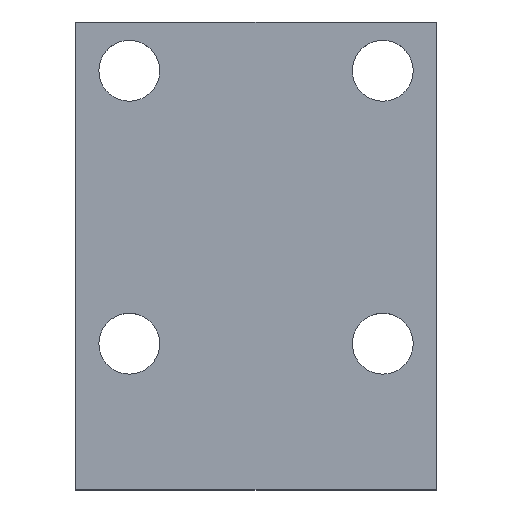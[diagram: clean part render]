
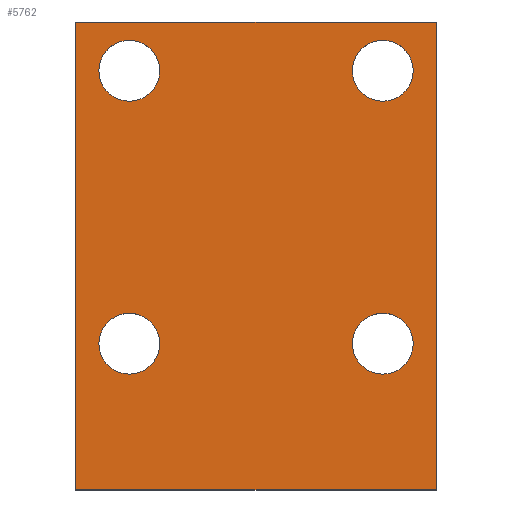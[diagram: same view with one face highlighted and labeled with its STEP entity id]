
A CAD part, top view. The second image highlights one B-rep face of the part: STEP entity #5762.
In plain terms, the highlighted planar face has unit normal (0, 0, 1).
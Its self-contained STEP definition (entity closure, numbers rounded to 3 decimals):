
#38=CIRCLE('',#6016,9.919);
#41=CIRCLE('',#6020,9.919);
#44=CIRCLE('',#6024,9.919);
#47=CIRCLE('',#6028,9.919);
#80=FACE_BOUND('',#899,.T.);
#81=FACE_BOUND('',#900,.T.);
#82=FACE_BOUND('',#901,.T.);
#83=FACE_BOUND('',#902,.T.);
#305=PLANE('',#6033);
#590=FACE_OUTER_BOUND('',#898,.T.);
#898=EDGE_LOOP('',(#5130,#5131,#5132,#5133));
#899=EDGE_LOOP('',(#5134));
#900=EDGE_LOOP('',(#5135));
#901=EDGE_LOOP('',(#5136));
#902=EDGE_LOOP('',(#5137));
#1144=LINE('',#8537,#1773);
#1536=LINE('',#9542,#2165);
#1539=LINE('',#9546,#2168);
#1541=LINE('',#9550,#2170);
#1773=VECTOR('',#6402,10.);
#2165=VECTOR('',#7164,10.);
#2168=VECTOR('',#7169,10.);
#2170=VECTOR('',#7175,10.);
#2515=VERTEX_POINT('',#8534);
#2516=VERTEX_POINT('',#8536);
#2803=VERTEX_POINT('',#9508);
#2806=VERTEX_POINT('',#9516);
#2809=VERTEX_POINT('',#9524);
#2812=VERTEX_POINT('',#9532);
#2815=VERTEX_POINT('',#9539);
#2816=VERTEX_POINT('',#9541);
#3152=EDGE_CURVE('',#2516,#2515,#1144,.T.);
#3577=EDGE_CURVE('',#2803,#2803,#38,.T.);
#3581=EDGE_CURVE('',#2806,#2806,#41,.T.);
#3585=EDGE_CURVE('',#2809,#2809,#44,.T.);
#3589=EDGE_CURVE('',#2812,#2812,#47,.T.);
#3592=EDGE_CURVE('',#2816,#2815,#1536,.T.);
#3595=EDGE_CURVE('',#2515,#2816,#1539,.T.);
#3597=EDGE_CURVE('',#2815,#2516,#1541,.T.);
#5130=ORIENTED_EDGE('',*,*,#3597,.T.);
#5131=ORIENTED_EDGE('',*,*,#3152,.T.);
#5132=ORIENTED_EDGE('',*,*,#3595,.T.);
#5133=ORIENTED_EDGE('',*,*,#3592,.T.);
#5134=ORIENTED_EDGE('',*,*,#3577,.T.);
#5135=ORIENTED_EDGE('',*,*,#3581,.T.);
#5136=ORIENTED_EDGE('',*,*,#3585,.T.);
#5137=ORIENTED_EDGE('',*,*,#3589,.T.);
#5762=ADVANCED_FACE('',(#590,#80,#81,#82,#83),#305,.T.);
#6016=AXIS2_PLACEMENT_3D('',#9510,#7131,#7132);
#6020=AXIS2_PLACEMENT_3D('',#9518,#7140,#7141);
#6024=AXIS2_PLACEMENT_3D('',#9526,#7149,#7150);
#6028=AXIS2_PLACEMENT_3D('',#9534,#7158,#7159);
#6033=AXIS2_PLACEMENT_3D('',#9551,#7176,#7177);
#6402=DIRECTION('',(0.,1.,0.));
#7131=DIRECTION('center_axis',(0.,0.,-1.));
#7132=DIRECTION('ref_axis',(1.,0.,0.));
#7140=DIRECTION('center_axis',(0.,0.,-1.));
#7141=DIRECTION('ref_axis',(1.,0.,0.));
#7149=DIRECTION('center_axis',(0.,0.,-1.));
#7150=DIRECTION('ref_axis',(1.,0.,0.));
#7158=DIRECTION('center_axis',(0.,0.,-1.));
#7159=DIRECTION('ref_axis',(1.,0.,0.));
#7164=DIRECTION('',(0.,-1.,0.));
#7169=DIRECTION('',(-1.,0.,0.));
#7175=DIRECTION('',(1.,0.,0.));
#7176=DIRECTION('center_axis',(0.,0.,1.));
#7177=DIRECTION('ref_axis',(1.,0.,0.));
#8534=CARTESIAN_POINT('',(117.475,152.4,25.4));
#8536=CARTESIAN_POINT('',(117.475,0.,25.4));
#8537=CARTESIAN_POINT('',(117.475,0.,25.4));
#9508=CARTESIAN_POINT('',(90.107,47.625,25.4));
#9510=CARTESIAN_POINT('Origin',(100.025,47.625,25.4));
#9516=CARTESIAN_POINT('',(7.557,136.525,25.4));
#9518=CARTESIAN_POINT('Origin',(17.475,136.525,25.4));
#9524=CARTESIAN_POINT('',(90.107,136.525,25.4));
#9526=CARTESIAN_POINT('Origin',(100.025,136.525,25.4));
#9532=CARTESIAN_POINT('',(7.557,47.625,25.4));
#9534=CARTESIAN_POINT('Origin',(17.475,47.625,25.4));
#9539=CARTESIAN_POINT('',(0.,0.,25.4));
#9541=CARTESIAN_POINT('',(0.,152.4,25.4));
#9542=CARTESIAN_POINT('',(0.,152.4,25.4));
#9546=CARTESIAN_POINT('',(117.475,152.4,25.4));
#9550=CARTESIAN_POINT('',(0.,0.,25.4));
#9551=CARTESIAN_POINT('Origin',(58.738,76.2,25.4));
